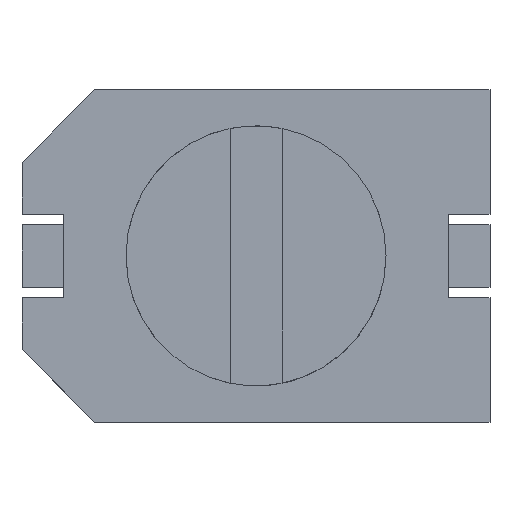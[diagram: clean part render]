
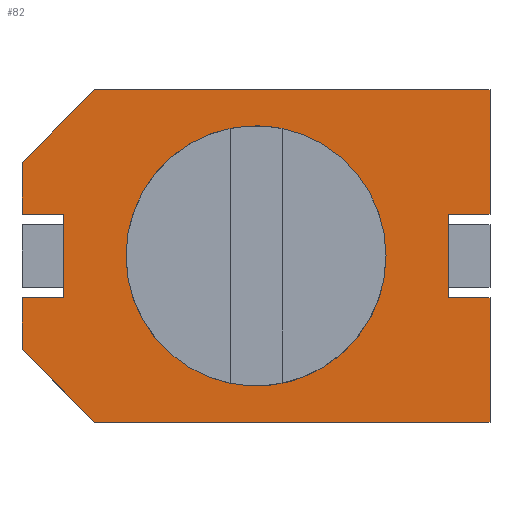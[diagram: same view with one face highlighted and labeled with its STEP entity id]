
A CAD part, top view. The second image highlights one B-rep face of the part: STEP entity #82.
In plain terms, the highlighted planar face has unit normal (0, 0, 1).
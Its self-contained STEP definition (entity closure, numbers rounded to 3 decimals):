
#82 = ADVANCED_FACE( '', ( #174, #175 ), #176, .T. );
#174 = FACE_OUTER_BOUND( '', #273, .T. );
#175 = FACE_BOUND( '', #274, .T. );
#176 = PLANE( '', #275 );
#273 = EDGE_LOOP( '', ( #464, #465, #466, #467, #468, #469, #470, #471, #472, #473, #474, #475, #476, #477 ) );
#274 = EDGE_LOOP( '', ( #478 ) );
#275 = AXIS2_PLACEMENT_3D( '', #479, #480, #481 );
#464 = ORIENTED_EDGE( '', *, *, #676, .F. );
#465 = ORIENTED_EDGE( '', *, *, #673, .T. );
#466 = ORIENTED_EDGE( '', *, *, #646, .T. );
#467 = ORIENTED_EDGE( '', *, *, #643, .T. );
#468 = ORIENTED_EDGE( '', *, *, #678, .T. );
#469 = ORIENTED_EDGE( '', *, *, #679, .F. );
#470 = ORIENTED_EDGE( '', *, *, #668, .F. );
#471 = ORIENTED_EDGE( '', *, *, #655, .F. );
#472 = ORIENTED_EDGE( '', *, *, #680, .T. );
#473 = ORIENTED_EDGE( '', *, *, #681, .T. );
#474 = ORIENTED_EDGE( '', *, *, #682, .T. );
#475 = ORIENTED_EDGE( '', *, *, #603, .T. );
#476 = ORIENTED_EDGE( '', *, *, #683, .F. );
#477 = ORIENTED_EDGE( '', *, *, #663, .F. );
#478 = ORIENTED_EDGE( '', *, *, #640, .F. );
#479 = CARTESIAN_POINT( '', ( 0., 0., 0.8 ) );
#480 = DIRECTION( '', ( 0., 0., 1. ) );
#481 = DIRECTION( '', ( 1., 0., 0. ) );
#603 = EDGE_CURVE( '', #715, #713, #716, .T. );
#640 = EDGE_CURVE( '', #783, #783, #784, .T. );
#643 = EDGE_CURVE( '', #788, #786, #789, .T. );
#646 = EDGE_CURVE( '', #792, #788, #793, .T. );
#655 = EDGE_CURVE( '', #803, #804, #805, .T. );
#663 = EDGE_CURVE( '', #814, #816, #817, .T. );
#668 = EDGE_CURVE( '', #804, #823, #824, .T. );
#673 = EDGE_CURVE( '', #829, #792, #830, .T. );
#676 = EDGE_CURVE( '', #829, #814, #833, .T. );
#678 = EDGE_CURVE( '', #786, #835, #836, .T. );
#679 = EDGE_CURVE( '', #823, #835, #837, .T. );
#680 = EDGE_CURVE( '', #803, #838, #839, .T. );
#681 = EDGE_CURVE( '', #838, #840, #841, .T. );
#682 = EDGE_CURVE( '', #840, #715, #842, .T. );
#683 = EDGE_CURVE( '', #816, #713, #843, .T. );
#713 = VERTEX_POINT( '', #876 );
#715 = VERTEX_POINT( '', #879 );
#716 = LINE( '', #880, #881 );
#783 = VERTEX_POINT( '', #977 );
#784 = CIRCLE( '', #978, 1.25 );
#786 = VERTEX_POINT( '', #980 );
#788 = VERTEX_POINT( '', #983 );
#789 = LINE( '', #984, #985 );
#792 = VERTEX_POINT( '', #989 );
#793 = LINE( '', #990, #991 );
#803 = VERTEX_POINT( '', #1006 );
#804 = VERTEX_POINT( '', #1007 );
#805 = LINE( '', #1008, #1009 );
#814 = VERTEX_POINT( '', #1023 );
#816 = VERTEX_POINT( '', #1026 );
#817 = LINE( '', #1027, #1028 );
#823 = VERTEX_POINT( '', #1037 );
#824 = LINE( '', #1038, #1039 );
#829 = VERTEX_POINT( '', #1046 );
#830 = LINE( '', #1047, #1048 );
#833 = LINE( '', #1052, #1053 );
#835 = VERTEX_POINT( '', #1055 );
#836 = LINE( '', #1056, #1057 );
#837 = LINE( '', #1058, #1059 );
#838 = VERTEX_POINT( '', #1060 );
#839 = LINE( '', #1061, #1062 );
#840 = VERTEX_POINT( '', #1063 );
#841 = LINE( '', #1064, #1065 );
#842 = LINE( '', #1066, #1067 );
#843 = LINE( '', #1068, #1069 );
#876 = CARTESIAN_POINT( '', ( -2.25, 0.4, 0.8 ) );
#879 = CARTESIAN_POINT( '', ( -2.25, 0.9, 0.8 ) );
#880 = CARTESIAN_POINT( '', ( -2.25, 0.9, 0.8 ) );
#881 = VECTOR( '', #1109, 1000. );
#977 = CARTESIAN_POINT( '', ( 1.25, 0., 0.8 ) );
#978 = AXIS2_PLACEMENT_3D( '', #1151, #1152, #1153 );
#980 = CARTESIAN_POINT( '', ( 2.25, -1.6, 0.8 ) );
#983 = CARTESIAN_POINT( '', ( -1.55, -1.6, 0.8 ) );
#984 = CARTESIAN_POINT( '', ( -1.55, -1.6, 0.8 ) );
#985 = VECTOR( '', #1155, 1000. );
#989 = CARTESIAN_POINT( '', ( -2.25, -0.9, 0.8 ) );
#990 = CARTESIAN_POINT( '', ( -2.25, -0.9, 0.8 ) );
#991 = VECTOR( '', #1157, 1000. );
#1006 = CARTESIAN_POINT( '', ( 2.25, 0.4, 0.8 ) );
#1007 = CARTESIAN_POINT( '', ( 1.85, 0.4, 0.8 ) );
#1008 = CARTESIAN_POINT( '', ( 2.25, 0.4, 0.8 ) );
#1009 = VECTOR( '', #1163, 1000. );
#1023 = CARTESIAN_POINT( '', ( -1.85, -0.4, 0.8 ) );
#1026 = CARTESIAN_POINT( '', ( -1.85, 0.4, 0.8 ) );
#1027 = CARTESIAN_POINT( '', ( -1.85, -0.4, 0.8 ) );
#1028 = VECTOR( '', #1170, 1000. );
#1037 = CARTESIAN_POINT( '', ( 1.85, -0.4, 0.8 ) );
#1038 = CARTESIAN_POINT( '', ( 1.85, 0.4, 0.8 ) );
#1039 = VECTOR( '', #1174, 1000. );
#1046 = CARTESIAN_POINT( '', ( -2.25, -0.4, 0.8 ) );
#1047 = CARTESIAN_POINT( '', ( -2.25, 0.9, 0.8 ) );
#1048 = VECTOR( '', #1177, 1000. );
#1052 = CARTESIAN_POINT( '', ( -2.25, -0.4, 0.8 ) );
#1053 = VECTOR( '', #1179, 1000. );
#1055 = CARTESIAN_POINT( '', ( 2.25, -0.4, 0.8 ) );
#1056 = CARTESIAN_POINT( '', ( 2.25, -1.6, 0.8 ) );
#1057 = VECTOR( '', #1180, 1000. );
#1058 = CARTESIAN_POINT( '', ( 1.85, -0.4, 0.8 ) );
#1059 = VECTOR( '', #1181, 1000. );
#1060 = CARTESIAN_POINT( '', ( 2.25, 1.6, 0.8 ) );
#1061 = CARTESIAN_POINT( '', ( 2.25, -1.6, 0.8 ) );
#1062 = VECTOR( '', #1182, 1000. );
#1063 = CARTESIAN_POINT( '', ( -1.55, 1.6, 0.8 ) );
#1064 = CARTESIAN_POINT( '', ( 2.25, 1.6, 0.8 ) );
#1065 = VECTOR( '', #1183, 1000. );
#1066 = CARTESIAN_POINT( '', ( -1.55, 1.6, 0.8 ) );
#1067 = VECTOR( '', #1184, 1000. );
#1068 = CARTESIAN_POINT( '', ( -1.85, 0.4, 0.8 ) );
#1069 = VECTOR( '', #1185, 1000. );
#1109 = DIRECTION( '', ( 0., -1., 0. ) );
#1151 = CARTESIAN_POINT( '', ( 0., 0., 0.8 ) );
#1152 = DIRECTION( '', ( 0., 0., 1. ) );
#1153 = DIRECTION( '', ( 1., 0., 0. ) );
#1155 = DIRECTION( '', ( 1., 0., 0. ) );
#1157 = DIRECTION( '', ( 0.707, -0.707, 0. ) );
#1163 = DIRECTION( '', ( -1., 0., 0. ) );
#1170 = DIRECTION( '', ( 0., 1., 0. ) );
#1174 = DIRECTION( '', ( 0., -1., 0. ) );
#1177 = DIRECTION( '', ( 0., -1., 0. ) );
#1179 = DIRECTION( '', ( 1., 0., 0. ) );
#1180 = DIRECTION( '', ( 0., 1., 0. ) );
#1181 = DIRECTION( '', ( 1., 0., 0. ) );
#1182 = DIRECTION( '', ( 0., 1., 0. ) );
#1183 = DIRECTION( '', ( -1., 0., 0. ) );
#1184 = DIRECTION( '', ( -0.707, -0.707, 0. ) );
#1185 = DIRECTION( '', ( -1., 0., 0. ) );
